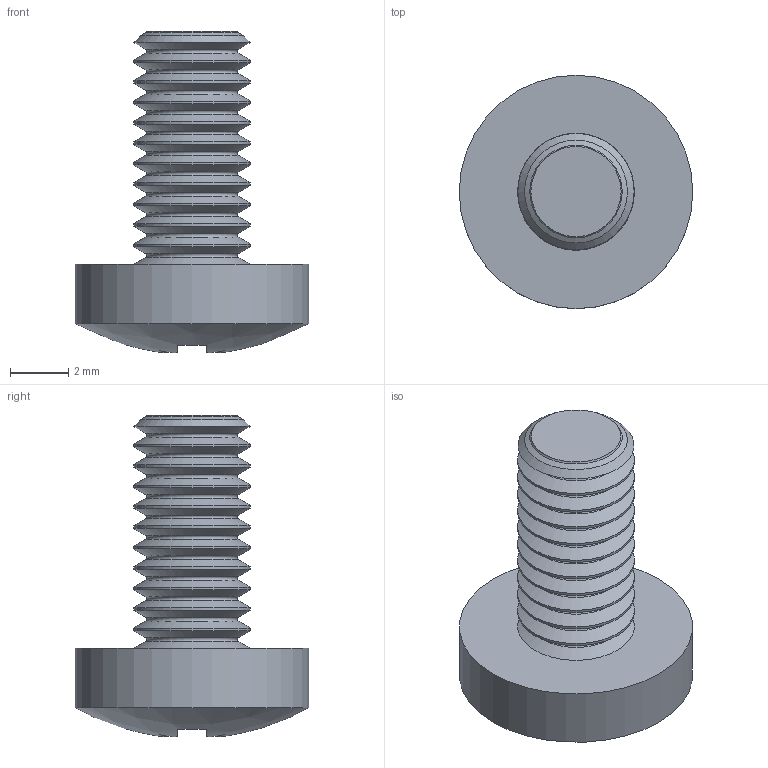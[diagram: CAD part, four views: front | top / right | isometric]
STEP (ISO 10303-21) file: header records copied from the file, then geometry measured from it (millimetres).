
FILE_DESCRIPTION (( 'STEP AP214' ), '1' );
FILE_NAME ('79852P__4__8-mattssons.step', '2018-12-16T11:42:53', ( '' ), ( '' ), 'SwSTEP 2.0', 'SolidWorks 2010', '' );
FILE_SCHEMA (( 'AUTOMOTIVE_DESIGN' ));
Length unit declared in the file: millimetre
Products named in the file (1): 79852P__4__8-mattssons
Bounding box: 8 x 8 x 11.03 mm (x, y, z)
Volume: 195.3 mm3; surface area: 327.9 mm2
Topology: 1 solids, 1 shells, 75 faces, 171 edges, 100 vertices
Faces by surface type: cone 24, plane 23, cylinder 15, torus 12, sphere 1
Full cylindrical faces by diameter (mm): 4 x10, 8 x1
Entity records: 1862 total; most frequent: CARTESIAN_POINT 366, DIRECTION 322, ORIENTED_EDGE 242, AXIS2_PLACEMENT_3D 149, EDGE_LOOP 124, EDGE_CURVE 121, FACE_OUTER_BOUND 99, VERTEX_POINT 97
